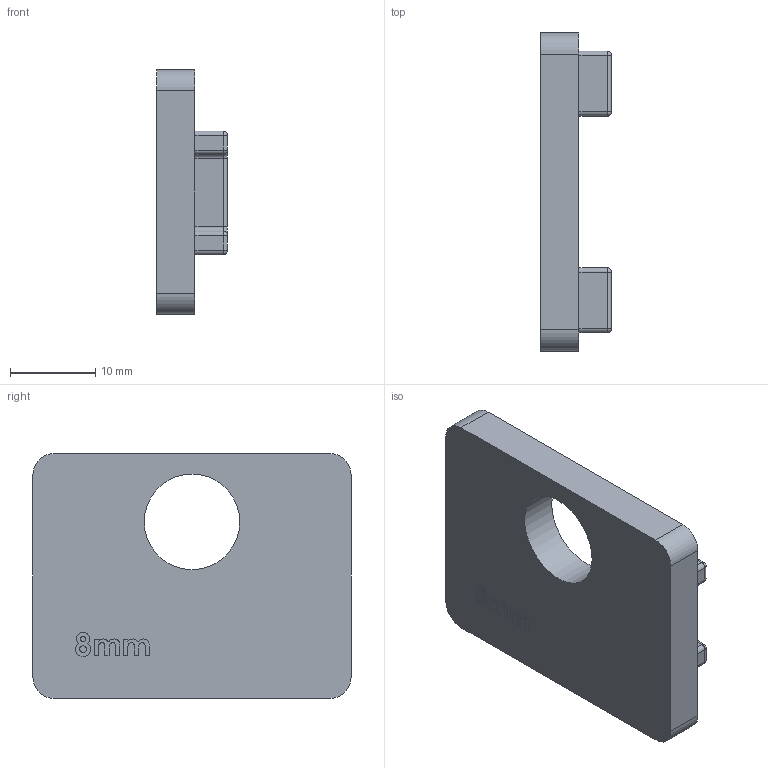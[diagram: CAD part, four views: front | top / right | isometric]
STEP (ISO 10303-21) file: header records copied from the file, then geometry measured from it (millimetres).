
FILE_DESCRIPTION (( 'STEP AP203' ), '1' );
FILE_NAME ('2608-GU.step', '2021-11-25T07:55:51', ( '' ), ( '' ), 'SwSTEP 2.0', 'SolidWorks 2018', '' );
FILE_SCHEMA (( 'CONFIG_CONTROL_DESIGN' ));
Length unit declared in the file: millimetre
Products named in the file (2): 2608-GU
Bounding box: 8.3 x 37.3 x 28.7 mm (x, y, z)
Volume: 4794.1 mm3; surface area: 3066.4 mm2
Topology: 1 solids, 1 shells, 497 faces, 1302 edges, 836 vertices
Faces by surface type: plane 233, bspline 187, cylinder 53, sphere 16, torus 8
Full cylindrical faces by diameter (mm): 11.2 x1
Entity records: 25158 total; most frequent: CARTESIAN_POINT 14071, ORIENTED_EDGE 2570, DIRECTION 1649, EDGE_CURVE 1285, VERTEX_POINT 836, VECTOR 797, LINE 797, EDGE_LOOP 545
